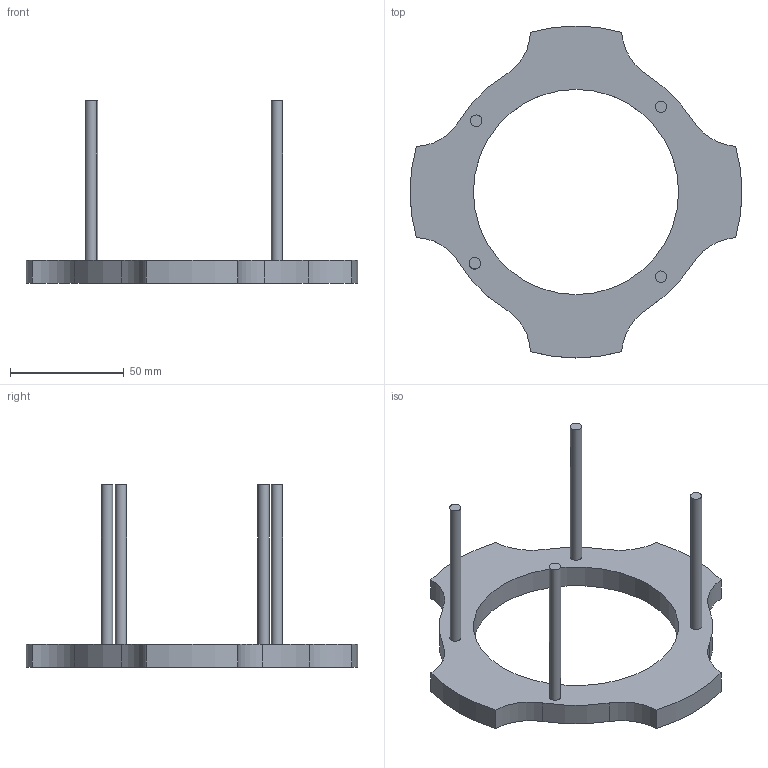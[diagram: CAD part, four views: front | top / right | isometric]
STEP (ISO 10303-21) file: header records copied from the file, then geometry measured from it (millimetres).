
FILE_DESCRIPTION(/* description */ (''),/* implementation_level */ '2;1');
FILE_NAME(/* name */ 'Upper_ring_M2.step',/* time_stamp */ '2024-07-13T17:21:42+05:30',/* author */ (''),/* organization */ (''),/* preprocessor_version */ 'ST-DEVELOPER v20',/* originating_system */ 'Autodesk Translation Framework v13.14.0.145',/* authorisation */ '');
FILE_SCHEMA (('AUTOMOTIVE_DESIGN { 1 0 10303 214 3 1 1 }'));
Length unit declared in the file: millimetre
Products named in the file (1): Upper_ring_M2
Bounding box: 145.6 x 145.6 x 80 mm (x, y, z)
Volume: 78450.9 mm3; surface area: 26398.1 mm2
Topology: 1 solids, 1 shells, 27 faces, 63 edges, 42 vertices
Faces by surface type: cylinder 21, plane 6
Full cylindrical faces by diameter (mm): 5 x4, 90 x1
Entity records: 836 total; most frequent: DIRECTION 161, CARTESIAN_POINT 133, ORIENTED_EDGE 126, AXIS2_PLACEMENT_3D 70, EDGE_CURVE 63, CIRCLE 42, VERTEX_POINT 42, EDGE_LOOP 33
